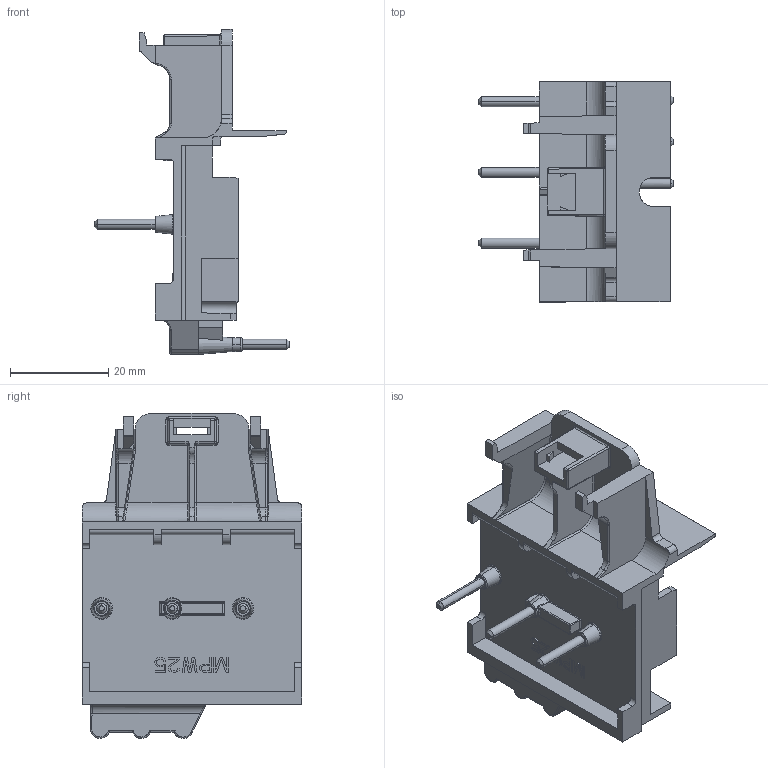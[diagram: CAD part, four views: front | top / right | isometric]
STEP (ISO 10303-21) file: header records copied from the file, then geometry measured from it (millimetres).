
FILE_DESCRIPTION (( 'STEP AP203' ), '1' );
FILE_NAME ('ECCMP-C0.step', '2020-08-11T10:52:03', ( '' ), ( '' ), 'SwSTEP 2.0', 'SolidWorks 2019', '' );
FILE_SCHEMA (( 'CONFIG_CONTROL_DESIGN' ));
Length unit declared in the file: inch
Products named in the file (1): ECCMP-C0
Bounding box: 39.6 x 44.8 x 66.2 mm (x, y, z)
Volume: 11394.9 mm3; surface area: 14434.9 mm2
Topology: 4 solids, 4 shells, 875 faces, 2384 edges, 1536 vertices
Faces by surface type: plane 565, cylinder 167, bspline 117, cone 22, torus 3, sphere 1
Entity records: 35176 total; most frequent: CARTESIAN_POINT 14690, ORIENTED_EDGE 4766, DIRECTION 3498, EDGE_CURVE 2383, VERTEX_POINT 1536, LINE 1384, VECTOR 1384, AXIS2_PLACEMENT_3D 1057
